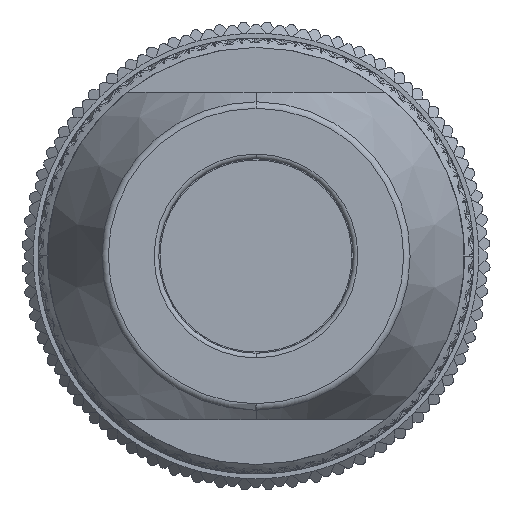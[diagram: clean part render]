
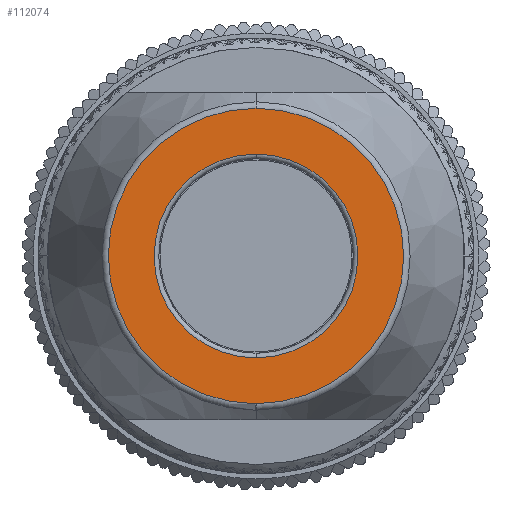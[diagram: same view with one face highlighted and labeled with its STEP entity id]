
A CAD part, front view. The second image highlights one B-rep face of the part: STEP entity #112074.
In plain terms, the highlighted planar face has unit normal (0, -1, 0).
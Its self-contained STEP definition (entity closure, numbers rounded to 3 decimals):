
#15284=CARTESIAN_POINT('',(-13.98,-84.45,
-1.801));
#15285=DIRECTION('',(0.,-1.,0.));
#15286=DIRECTION('',(-0.007,0.,-1.));
#15287=AXIS2_PLACEMENT_3D('',#15284,#15285,#15286);
#15304=CARTESIAN_POINT('',(-13.98,-84.45,
-1.801));
#15305=DIRECTION('',(0.,-1.,0.));
#15306=DIRECTION('',(0.007,0.,1.));
#15307=AXIS2_PLACEMENT_3D('',#15304,#15305,#15306);
#15324=CARTESIAN_POINT('',(-13.98,-84.45,
-1.801));
#15325=DIRECTION('',(0.,1.,0.));
#15326=DIRECTION('',(0.007,0.,1.));
#15327=AXIS2_PLACEMENT_3D('',#15324,#15325,#15326);
#15329=CARTESIAN_POINT('',(-13.98,-84.45,
-1.801));
#15330=DIRECTION('',(0.,1.,0.));
#15331=DIRECTION('',(-0.007,0.,-1.));
#15332=AXIS2_PLACEMENT_3D('',#15329,#15330,#15331);
#15334=CARTESIAN_POINT('',(-13.98,-84.45,
-1.801));
#15335=DIRECTION('',(0.,-1.,0.));
#15336=DIRECTION('',(0.,0.,-1.));
#15337=AXIS2_PLACEMENT_3D('',#15334,#15335,#15336);
#15339=CARTESIAN_POINT('',(-13.98,-84.45,
-1.801));
#15340=DIRECTION('',(0.,-1.,0.));
#15341=DIRECTION('',(0.013,0.,-1.));
#15342=AXIS2_PLACEMENT_3D('',#15339,#15340,#15341);
#15344=CARTESIAN_POINT('',(-13.98,-84.45,
-1.801));
#15345=DIRECTION('',(0.,-1.,0.));
#15346=DIRECTION('',(0.,0.,1.));
#15347=AXIS2_PLACEMENT_3D('',#15344,#15345,#15346);
#15349=CARTESIAN_POINT('',(-13.98,-84.45,
-1.801));
#15350=DIRECTION('',(0.,-1.,0.));
#15351=DIRECTION('',(-0.013,0.,1.));
#15352=AXIS2_PLACEMENT_3D('',#15349,#15350,#15351);
#93142=CARTESIAN_POINT('',(-13.98,-84.45,
4.503));
#93143=VERTEX_POINT('',#93142);
#93144=CARTESIAN_POINT('',(-14.024,-84.45,
-8.104));
#93145=VERTEX_POINT('',#93144);
#93146=CARTESIAN_POINT('',(-13.979,-84.45,
-8.104));
#93147=VERTEX_POINT('',#93146);
#93148=CARTESIAN_POINT('',(-13.936,-84.45,
4.503));
#93149=VERTEX_POINT('',#93148);
#93150=CARTESIAN_POINT('',(-13.922,-84.45,
-6.15));
#93151=CARTESIAN_POINT('',(-13.978,-84.45,
2.549));
#93152=VERTEX_POINT('',#93150);
#93153=VERTEX_POINT('',#93151);
#93154=CARTESIAN_POINT('',(-13.981,-84.45,
-6.151));
#93155=VERTEX_POINT('',#93154);
#93156=CARTESIAN_POINT('',(-14.038,-84.45,
2.549));
#93157=VERTEX_POINT('',#93156);
#112053=CARTESIAN_POINT('',(-13.98,-84.45,
-1.801));
#112054=DIRECTION('',(0.,-1.,0.));
#112055=DIRECTION('',(0.,0.,-1.));
#112056=AXIS2_PLACEMENT_3D('',#112053,#112054,#112055);
#112057=PLANE('',#112056);
#112058=ORIENTED_EDGE('',*,*,#112045,.F.);
#112059=ORIENTED_EDGE('',*,*,#112043,.T.);
#112060=ORIENTED_EDGE('',*,*,#112028,.F.);
#112061=ORIENTED_EDGE('',*,*,#112026,.T.);
#112062=EDGE_LOOP('',(#112058,#112059,#112060,#112061));
#112063=FACE_OUTER_BOUND('',#112062,.F.);
#112065=ORIENTED_EDGE('',*,*,#112064,.T.);
#112067=ORIENTED_EDGE('',*,*,#112066,.T.);
#112069=ORIENTED_EDGE('',*,*,#112068,.T.);
#112071=ORIENTED_EDGE('',*,*,#112070,.T.);
#112072=EDGE_LOOP('',(#112065,#112067,#112069,#112071));
#112073=FACE_BOUND('',#112072,.F.);
#112074=ADVANCED_FACE('',(#112063,#112073),#112057,.T.);
#15288=CIRCLE('',#15287,6.304);
#15308=CIRCLE('',#15307,6.304);
#15328=CIRCLE('',#15327,6.304);
#15333=CIRCLE('',#15332,6.304);
#15338=CIRCLE('',#15337,4.35);
#15343=CIRCLE('',#15342,4.35);
#15348=CIRCLE('',#15347,4.35);
#15353=CIRCLE('',#15352,4.35);
#112026=EDGE_CURVE('',#93145,#93143,#15333,.T.);
#112028=EDGE_CURVE('',#93145,#93147,#15288,.T.);
#112043=EDGE_CURVE('',#93149,#93147,#15328,.T.);
#112045=EDGE_CURVE('',#93149,#93143,#15308,.T.);
#112064=EDGE_CURVE('',#93155,#93152,#15338,.T.);
#112066=EDGE_CURVE('',#93152,#93153,#15343,.T.);
#112068=EDGE_CURVE('',#93153,#93157,#15348,.T.);
#112070=EDGE_CURVE('',#93157,#93155,#15353,.T.);
